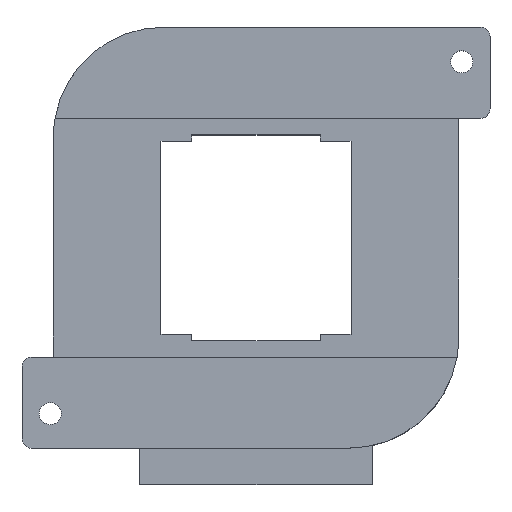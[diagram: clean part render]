
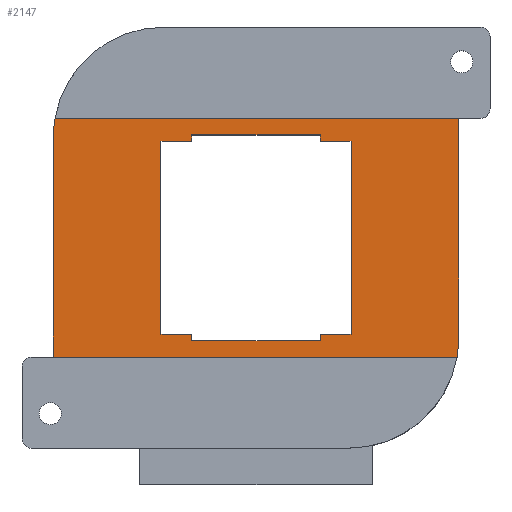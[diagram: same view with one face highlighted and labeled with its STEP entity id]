
A CAD part, top view. The second image highlights one B-rep face of the part: STEP entity #2147.
In plain terms, the highlighted planar face has unit normal (0, 0, 1).
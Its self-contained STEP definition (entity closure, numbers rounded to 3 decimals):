
#4 = CARTESIAN_POINT ( 'NONE',  ( -30.25, 30.75, 5. ) ) ;
#26 = CARTESIAN_POINT ( 'NONE',  ( 20.5, 30.75, 5. ) ) ;
#27 = DIRECTION ( 'NONE',  ( -1., 0., 0. ) ) ;
#60 = CARTESIAN_POINT ( 'NONE',  ( -30.25, 30.75, 5. ) ) ;
#74 = LINE ( 'NONE', #1682, #3542 ) ;
#104 = VERTEX_POINT ( 'NONE', #790 ) ;
#143 = CARTESIAN_POINT ( 'NONE',  ( 20.5, 32.75, 5. ) ) ;
#198 = CARTESIAN_POINT ( 'NONE',  ( -29.5, 32., 5. ) ) ;
#235 = LINE ( 'NONE', #747, #1936 ) ;
#238 = CARTESIAN_POINT ( 'NONE',  ( 63.982, -38., 5. ) ) ;
#302 = CIRCLE ( 'NONE', #2006, 35. ) ;
#315 = EDGE_CURVE ( 'NONE', #2726, #2715, #2974, .T. ) ;
#368 = EDGE_CURVE ( 'NONE', #4200, #2667, #74, .T. ) ;
#392 = DIRECTION ( 'NONE',  ( 0., -1., 0. ) ) ;
#407 = VECTOR ( 'NONE', #27, 1000. ) ;
#444 = AXIS2_PLACEMENT_3D ( 'NONE', #1527, #1881, #4201 ) ;
#457 = LINE ( 'NONE', #2320, #3035 ) ;
#523 = VERTEX_POINT ( 'NONE', #4090 ) ;
#526 = CARTESIAN_POINT ( 'NONE',  ( 30.25, -30.75, 5. ) ) ;
#529 = VERTEX_POINT ( 'NONE', #2463 ) ;
#536 = DIRECTION ( 'NONE',  ( -1., 0., 0. ) ) ;
#576 = CARTESIAN_POINT ( 'NONE',  ( -20.5, 30.75, 5. ) ) ;
#585 = EDGE_LOOP ( 'NONE', ( #726, #818, #2674, #3049, #1570, #2766 ) ) ;
#598 = CARTESIAN_POINT ( 'NONE',  ( -64.5, 38., 5. ) ) ;
#609 = VECTOR ( 'NONE', #739, 1000. ) ;
#652 = CARTESIAN_POINT ( 'NONE',  ( -20.5, -30.75, 5. ) ) ;
#726 = ORIENTED_EDGE ( 'NONE', *, *, #1441, .T. ) ;
#739 = DIRECTION ( 'NONE',  ( -1., 0., 0. ) ) ;
#747 = CARTESIAN_POINT ( 'NONE',  ( -20.5, -30.75, 5. ) ) ;
#766 = VERTEX_POINT ( 'NONE', #1217 ) ;
#777 = VERTEX_POINT ( 'NONE', #2342 ) ;
#790 = CARTESIAN_POINT ( 'NONE',  ( -20.5, -32.75, 5. ) ) ;
#818 = ORIENTED_EDGE ( 'NONE', *, *, #3424, .T. ) ;
#874 = CARTESIAN_POINT ( 'NONE',  ( 20.5, 30.75, 5. ) ) ;
#914 = LINE ( 'NONE', #3782, #2628 ) ;
#950 = VERTEX_POINT ( 'NONE', #60 ) ;
#997 = CARTESIAN_POINT ( 'NONE',  ( -30.25, -30.75, 5. ) ) ;
#1000 = ORIENTED_EDGE ( 'NONE', *, *, #1137, .F. ) ;
#1070 = EDGE_CURVE ( 'NONE', #1212, #3573, #2254, .T. ) ;
#1090 = DIRECTION ( 'NONE',  ( 1., 0., 0. ) ) ;
#1137 = EDGE_CURVE ( 'NONE', #4086, #104, #235, .T. ) ;
#1170 = EDGE_LOOP ( 'NONE', ( #3630, #1872, #2273, #2911, #1634, #1678, #1000, #2167, #3671, #1643, #1575, #1179 ) ) ;
#1175 = VECTOR ( 'NONE', #3952, 1000. ) ;
#1179 = ORIENTED_EDGE ( 'NONE', *, *, #1698, .F. ) ;
#1183 = CARTESIAN_POINT ( 'NONE',  ( 30.25, -30.75, 5. ) ) ;
#1194 = PLANE ( 'NONE',  #444 ) ;
#1201 = LINE ( 'NONE', #3749, #2904 ) ;
#1212 = VERTEX_POINT ( 'NONE', #3403 ) ;
#1217 = CARTESIAN_POINT ( 'NONE',  ( 20.5, -30.75, 5. ) ) ;
#1275 = CARTESIAN_POINT ( 'NONE',  ( 20.5, -32.75, 5. ) ) ;
#1307 = LINE ( 'NONE', #4, #407 ) ;
#1367 = DIRECTION ( 'NONE',  ( 1., 0., 0. ) ) ;
#1395 = LINE ( 'NONE', #2399, #3979 ) ;
#1397 = EDGE_CURVE ( 'NONE', #950, #777, #4236, .T. ) ;
#1441 = EDGE_CURVE ( 'NONE', #4199, #3153, #1460, .T. ) ;
#1460 = LINE ( 'NONE', #3818, #4032 ) ;
#1482 = CARTESIAN_POINT ( 'NONE',  ( 20.5, -30.75, 5. ) ) ;
#1504 = VECTOR ( 'NONE', #4186, 1000. ) ;
#1514 = CARTESIAN_POINT ( 'NONE',  ( 64.5, 38., 5. ) ) ;
#1527 = CARTESIAN_POINT ( 'NONE',  ( 0., 0., 5. ) ) ;
#1570 = ORIENTED_EDGE ( 'NONE', *, *, #2816, .T. ) ;
#1575 = ORIENTED_EDGE ( 'NONE', *, *, #1070, .F. ) ;
#1634 = ORIENTED_EDGE ( 'NONE', *, *, #2274, .F. ) ;
#1643 = ORIENTED_EDGE ( 'NONE', *, *, #1738, .F. ) ;
#1678 = ORIENTED_EDGE ( 'NONE', *, *, #4132, .F. ) ;
#1682 = CARTESIAN_POINT ( 'NONE',  ( 20.5, 30.75, 5. ) ) ;
#1698 = EDGE_CURVE ( 'NONE', #2667, #1212, #1395, .T. ) ;
#1704 = VECTOR ( 'NONE', #1822, 1000. ) ;
#1731 = DIRECTION ( 'NONE',  ( 0., 1., 0. ) ) ;
#1738 = EDGE_CURVE ( 'NONE', #3573, #950, #1307, .T. ) ;
#1765 = DIRECTION ( 'NONE',  ( 0., 0., 1. ) ) ;
#1788 = EDGE_CURVE ( 'NONE', #523, #2726, #1201, .T. ) ;
#1822 = DIRECTION ( 'NONE',  ( 0., 1., 0. ) ) ;
#1852 = VERTEX_POINT ( 'NONE', #2383 ) ;
#1871 = CARTESIAN_POINT ( 'NONE',  ( -63.982, 38., 5. ) ) ;
#1872 = ORIENTED_EDGE ( 'NONE', *, *, #2191, .F. ) ;
#1881 = DIRECTION ( 'NONE',  ( 0., 0., -1. ) ) ;
#1890 = DIRECTION ( 'NONE',  ( 0., -1., 0. ) ) ;
#1936 = VECTOR ( 'NONE', #1890, 1000. ) ;
#1960 = DIRECTION ( 'NONE',  ( 0., -1., 0. ) ) ;
#2006 = AXIS2_PLACEMENT_3D ( 'NONE', #3763, #1765, #4092 ) ;
#2030 = DIRECTION ( 'NONE',  ( 1., 0., 0. ) ) ;
#2046 = CARTESIAN_POINT ( 'NONE',  ( -64.5, -38., 5. ) ) ;
#2147 = ADVANCED_FACE ( 'NONE', ( #4177, #2639 ), #1194, .F. ) ;
#2162 = EDGE_CURVE ( 'NONE', #2319, #1852, #3298, .T. ) ;
#2167 = ORIENTED_EDGE ( 'NONE', *, *, #4183, .F. ) ;
#2191 = EDGE_CURVE ( 'NONE', #1852, #4200, #2422, .T. ) ;
#2247 = CARTESIAN_POINT ( 'NONE',  ( -30.25, -30.75, 5. ) ) ;
#2254 = LINE ( 'NONE', #2490, #3921 ) ;
#2273 = ORIENTED_EDGE ( 'NONE', *, *, #2162, .F. ) ;
#2274 = EDGE_CURVE ( 'NONE', #3588, #766, #3490, .T. ) ;
#2319 = VERTEX_POINT ( 'NONE', #1183 ) ;
#2320 = CARTESIAN_POINT ( 'NONE',  ( 20.5, -30.75, 5. ) ) ;
#2342 = CARTESIAN_POINT ( 'NONE',  ( -30.25, -30.75, 5. ) ) ;
#2383 = CARTESIAN_POINT ( 'NONE',  ( 30.25, 30.75, 5. ) ) ;
#2399 = CARTESIAN_POINT ( 'NONE',  ( -20.5, 32.75, 5. ) ) ;
#2422 = LINE ( 'NONE', #874, #609 ) ;
#2463 = CARTESIAN_POINT ( 'NONE',  ( -64.5, 32., 5. ) ) ;
#2490 = CARTESIAN_POINT ( 'NONE',  ( -20.5, 30.75, 5. ) ) ;
#2519 = LINE ( 'NONE', #997, #3289 ) ;
#2574 = DIRECTION ( 'NONE',  ( 0., 0., 1. ) ) ;
#2628 = VECTOR ( 'NONE', #1090, 1000. ) ;
#2639 = FACE_OUTER_BOUND ( 'NONE', #585, .T. ) ;
#2667 = VERTEX_POINT ( 'NONE', #143 ) ;
#2674 = ORIENTED_EDGE ( 'NONE', *, *, #1788, .T. ) ;
#2675 = DIRECTION ( 'NONE',  ( 1., 0., 0. ) ) ;
#2715 = VERTEX_POINT ( 'NONE', #1871 ) ;
#2726 = VERTEX_POINT ( 'NONE', #1514 ) ;
#2766 = ORIENTED_EDGE ( 'NONE', *, *, #3920, .T. ) ;
#2781 = AXIS2_PLACEMENT_3D ( 'NONE', #198, #2574, #536 ) ;
#2816 = EDGE_CURVE ( 'NONE', #2715, #529, #3368, .T. ) ;
#2904 = VECTOR ( 'NONE', #1731, 1000. ) ;
#2911 = ORIENTED_EDGE ( 'NONE', *, *, #3658, .F. ) ;
#2974 = LINE ( 'NONE', #598, #1175 ) ;
#3035 = VECTOR ( 'NONE', #2675, 1000. ) ;
#3049 = ORIENTED_EDGE ( 'NONE', *, *, #315, .T. ) ;
#3079 = DIRECTION ( 'NONE',  ( -1., 0., 0. ) ) ;
#3153 = VERTEX_POINT ( 'NONE', #238 ) ;
#3289 = VECTOR ( 'NONE', #2030, 1000. ) ;
#3298 = LINE ( 'NONE', #526, #1504 ) ;
#3350 = VECTOR ( 'NONE', #3908, 1000. ) ;
#3362 = DIRECTION ( 'NONE',  ( 0., 1., 0. ) ) ;
#3368 = CIRCLE ( 'NONE', #2781, 35. ) ;
#3403 = CARTESIAN_POINT ( 'NONE',  ( -20.5, 32.75, 5. ) ) ;
#3424 = EDGE_CURVE ( 'NONE', #3153, #523, #302, .T. ) ;
#3490 = LINE ( 'NONE', #1482, #1704 ) ;
#3536 = LINE ( 'NONE', #3956, #4069 ) ;
#3542 = VECTOR ( 'NONE', #3362, 1000. ) ;
#3573 = VERTEX_POINT ( 'NONE', #576 ) ;
#3588 = VERTEX_POINT ( 'NONE', #1275 ) ;
#3630 = ORIENTED_EDGE ( 'NONE', *, *, #368, .F. ) ;
#3658 = EDGE_CURVE ( 'NONE', #766, #2319, #457, .T. ) ;
#3671 = ORIENTED_EDGE ( 'NONE', *, *, #1397, .F. ) ;
#3749 = CARTESIAN_POINT ( 'NONE',  ( 64.5, -38., 5. ) ) ;
#3763 = CARTESIAN_POINT ( 'NONE',  ( 29.5, -32., 5. ) ) ;
#3782 = CARTESIAN_POINT ( 'NONE',  ( -20.5, -32.75, 5. ) ) ;
#3818 = CARTESIAN_POINT ( 'NONE',  ( -64.5, -38., 5. ) ) ;
#3908 = DIRECTION ( 'NONE',  ( 0., -1., 0. ) ) ;
#3920 = EDGE_CURVE ( 'NONE', #529, #4199, #3536, .T. ) ;
#3921 = VECTOR ( 'NONE', #392, 1000. ) ;
#3952 = DIRECTION ( 'NONE',  ( -1., 0., 0. ) ) ;
#3956 = CARTESIAN_POINT ( 'NONE',  ( -64.5, -38., 5. ) ) ;
#3979 = VECTOR ( 'NONE', #3079, 1000. ) ;
#4032 = VECTOR ( 'NONE', #1367, 1000. ) ;
#4069 = VECTOR ( 'NONE', #1960, 1000. ) ;
#4086 = VERTEX_POINT ( 'NONE', #652 ) ;
#4090 = CARTESIAN_POINT ( 'NONE',  ( 64.5, -32., 5. ) ) ;
#4092 = DIRECTION ( 'NONE',  ( -1., 0., 0. ) ) ;
#4132 = EDGE_CURVE ( 'NONE', #104, #3588, #914, .T. ) ;
#4177 = FACE_BOUND ( 'NONE', #1170, .T. ) ;
#4183 = EDGE_CURVE ( 'NONE', #777, #4086, #2519, .T. ) ;
#4186 = DIRECTION ( 'NONE',  ( 0., 1., 0. ) ) ;
#4199 = VERTEX_POINT ( 'NONE', #2046 ) ;
#4200 = VERTEX_POINT ( 'NONE', #26 ) ;
#4201 = DIRECTION ( 'NONE',  ( -1., 0., 0. ) ) ;
#4236 = LINE ( 'NONE', #2247, #3350 ) ;
